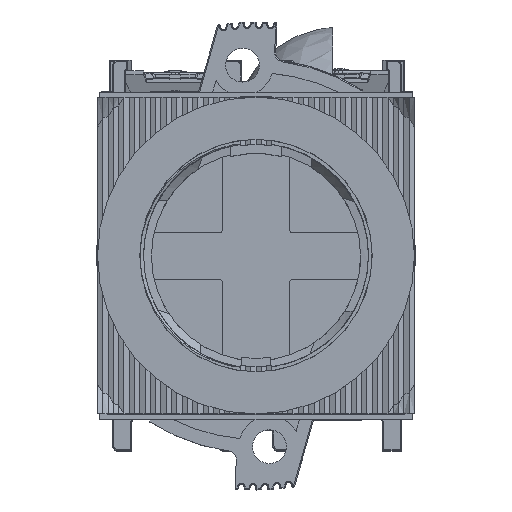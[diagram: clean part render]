
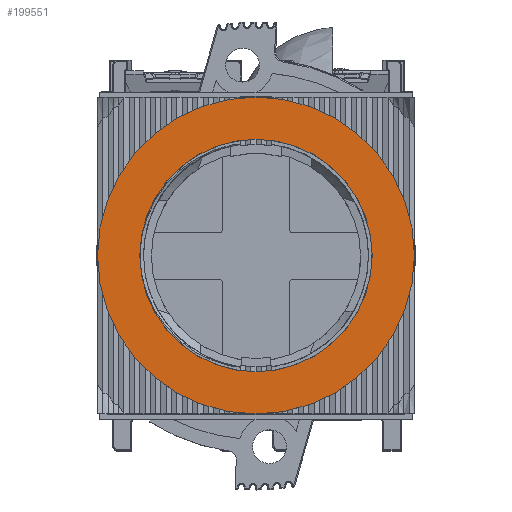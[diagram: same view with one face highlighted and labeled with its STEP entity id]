
A CAD part, top view. The second image highlights one B-rep face of the part: STEP entity #199551.
In plain terms, the highlighted face is planar.
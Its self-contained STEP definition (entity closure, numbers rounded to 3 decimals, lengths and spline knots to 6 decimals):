
#199444=CARTESIAN_POINT('',(0.,0.0287,0.));
#199445=DIRECTION('',(0.,-1.,0.));
#199446=DIRECTION('',(0.,0.,-1.));
#199447=AXIS2_PLACEMENT_3D('',#199444,#199445,#199446);
#199449=CARTESIAN_POINT('',(0.,0.0287,0.));
#199450=DIRECTION('',(0.,-1.,0.));
#199451=DIRECTION('',(0.,0.,1.));
#199452=AXIS2_PLACEMENT_3D('',#199449,#199450,#199451);
#199454=CARTESIAN_POINT('',(0.,0.0287,0.));
#199455=DIRECTION('',(0.,1.,0.));
#199456=DIRECTION('',(0.,0.,-1.));
#199457=AXIS2_PLACEMENT_3D('',#199454,#199455,#199456);
#199459=CARTESIAN_POINT('',(0.,0.0287,0.));
#199460=DIRECTION('',(0.,1.,0.));
#199461=DIRECTION('',(0.,0.,1.));
#199462=AXIS2_PLACEMENT_3D('',#199459,#199460,#199461);
#199472=CARTESIAN_POINT('',(0.,0.0287,0.015));
#199474=VERTEX_POINT('',#199472);
#199476=CARTESIAN_POINT('',(0.,0.0287,-0.015));
#199478=VERTEX_POINT('',#199476);
#199480=CARTESIAN_POINT('',(0.,0.0287,0.011));
#199482=VERTEX_POINT('',#199480);
#199484=CARTESIAN_POINT('',(0.,0.0287,-0.011));
#199486=VERTEX_POINT('',#199484);
#199535=CARTESIAN_POINT('',(0.,0.0287,0.));
#199536=DIRECTION('',(0.,1.,0.));
#199537=DIRECTION('',(0.,0.,1.));
#199538=AXIS2_PLACEMENT_3D('',#199535,#199536,#199537);
#199539=PLANE('',#199538);
#199541=ORIENTED_EDGE('',*,*,#199540,.F.);
#199543=ORIENTED_EDGE('',*,*,#199542,.F.);
#199544=EDGE_LOOP('',(#199541,#199543));
#199545=FACE_OUTER_BOUND('',#199544,.F.);
#199547=ORIENTED_EDGE('',*,*,#199546,.F.);
#199548=ORIENTED_EDGE('',*,*,#199518,.F.);
#199549=EDGE_LOOP('',(#199547,#199548));
#199550=FACE_BOUND('',#199549,.F.);
#199448=CIRCLE('',#199447,0.011);
#199453=CIRCLE('',#199452,0.011);
#199458=CIRCLE('',#199457,0.015);
#199463=CIRCLE('',#199462,0.015);
#199518=EDGE_CURVE('',#199482,#199486,#199453,.T.);
#199540=EDGE_CURVE('',#199478,#199474,#199458,.T.);
#199542=EDGE_CURVE('',#199474,#199478,#199463,.T.);
#199546=EDGE_CURVE('',#199486,#199482,#199448,.T.);
#199551=ADVANCED_FACE('',(#199545,#199550),#199539,.T.);
